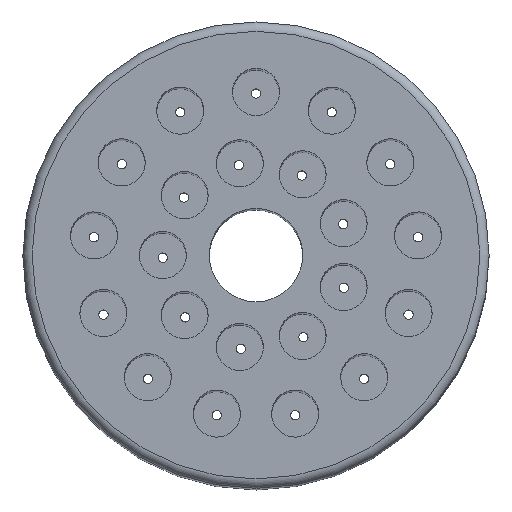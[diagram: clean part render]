
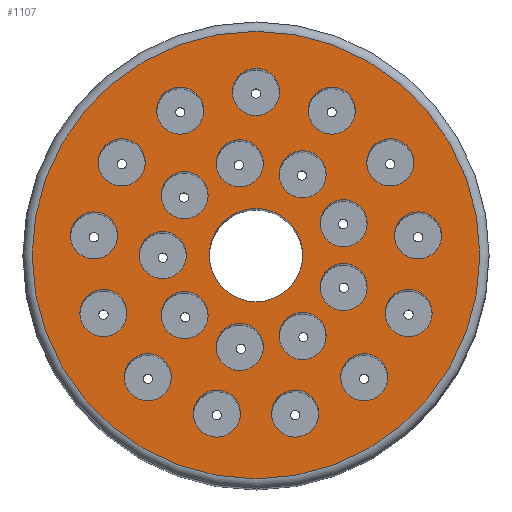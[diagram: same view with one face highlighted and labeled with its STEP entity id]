
A CAD part, top view. The second image highlights one B-rep face of the part: STEP entity #1107.
In plain terms, the highlighted planar face has unit normal (0, 0, 1).
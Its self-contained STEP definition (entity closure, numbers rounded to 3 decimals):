
#38=FACE_BOUND('',#260,.T.);
#39=FACE_BOUND('',#261,.T.);
#40=FACE_BOUND('',#262,.T.);
#41=FACE_BOUND('',#263,.T.);
#42=FACE_BOUND('',#264,.T.);
#43=FACE_BOUND('',#265,.T.);
#44=FACE_BOUND('',#266,.T.);
#45=FACE_BOUND('',#267,.T.);
#46=FACE_BOUND('',#268,.T.);
#47=FACE_BOUND('',#269,.T.);
#48=FACE_BOUND('',#270,.T.);
#49=FACE_BOUND('',#271,.T.);
#50=FACE_BOUND('',#272,.T.);
#51=FACE_BOUND('',#273,.T.);
#52=FACE_BOUND('',#274,.T.);
#53=FACE_BOUND('',#275,.T.);
#54=FACE_BOUND('',#276,.T.);
#55=FACE_BOUND('',#277,.T.);
#56=FACE_BOUND('',#278,.T.);
#57=FACE_BOUND('',#279,.T.);
#58=FACE_BOUND('',#280,.T.);
#59=FACE_BOUND('',#281,.T.);
#60=FACE_BOUND('',#282,.T.);
#84=PLANE('',#1226);
#162=FACE_OUTER_BOUND('',#259,.T.);
#259=EDGE_LOOP('',(#852));
#260=EDGE_LOOP('',(#853));
#261=EDGE_LOOP('',(#854));
#262=EDGE_LOOP('',(#855));
#263=EDGE_LOOP('',(#856));
#264=EDGE_LOOP('',(#857));
#265=EDGE_LOOP('',(#858));
#266=EDGE_LOOP('',(#859));
#267=EDGE_LOOP('',(#860));
#268=EDGE_LOOP('',(#861));
#269=EDGE_LOOP('',(#862));
#270=EDGE_LOOP('',(#863));
#271=EDGE_LOOP('',(#864));
#272=EDGE_LOOP('',(#865));
#273=EDGE_LOOP('',(#866));
#274=EDGE_LOOP('',(#867));
#275=EDGE_LOOP('',(#868));
#276=EDGE_LOOP('',(#869));
#277=EDGE_LOOP('',(#870));
#278=EDGE_LOOP('',(#871));
#279=EDGE_LOOP('',(#872));
#280=EDGE_LOOP('',(#873));
#281=EDGE_LOOP('',(#874));
#282=EDGE_LOOP('',(#875));
#497=CIRCLE('',#1224,48.);
#499=CIRCLE('',#1227,5.05);
#500=CIRCLE('',#1228,5.05);
#501=CIRCLE('',#1229,5.05);
#502=CIRCLE('',#1230,5.05);
#503=CIRCLE('',#1231,5.05);
#504=CIRCLE('',#1232,5.05);
#505=CIRCLE('',#1233,5.05);
#506=CIRCLE('',#1234,5.05);
#507=CIRCLE('',#1235,5.05);
#508=CIRCLE('',#1236,5.05);
#509=CIRCLE('',#1237,5.05);
#510=CIRCLE('',#1238,5.05);
#511=CIRCLE('',#1239,5.05);
#512=CIRCLE('',#1240,10.);
#513=CIRCLE('',#1241,5.05);
#514=CIRCLE('',#1242,5.05);
#515=CIRCLE('',#1243,5.05);
#516=CIRCLE('',#1244,5.05);
#517=CIRCLE('',#1245,5.05);
#518=CIRCLE('',#1246,5.05);
#519=CIRCLE('',#1247,5.05);
#520=CIRCLE('',#1248,5.05);
#521=CIRCLE('',#1249,5.05);
#594=VERTEX_POINT('',#1822);
#595=VERTEX_POINT('',#1826);
#596=VERTEX_POINT('',#1828);
#597=VERTEX_POINT('',#1830);
#598=VERTEX_POINT('',#1832);
#599=VERTEX_POINT('',#1834);
#600=VERTEX_POINT('',#1836);
#601=VERTEX_POINT('',#1838);
#602=VERTEX_POINT('',#1840);
#603=VERTEX_POINT('',#1842);
#604=VERTEX_POINT('',#1844);
#605=VERTEX_POINT('',#1846);
#606=VERTEX_POINT('',#1848);
#607=VERTEX_POINT('',#1850);
#608=VERTEX_POINT('',#1852);
#609=VERTEX_POINT('',#1854);
#610=VERTEX_POINT('',#1856);
#611=VERTEX_POINT('',#1858);
#612=VERTEX_POINT('',#1860);
#613=VERTEX_POINT('',#1862);
#614=VERTEX_POINT('',#1864);
#615=VERTEX_POINT('',#1866);
#616=VERTEX_POINT('',#1868);
#617=VERTEX_POINT('',#1870);
#694=EDGE_CURVE('',#594,#594,#497,.T.);
#696=EDGE_CURVE('',#595,#595,#499,.T.);
#697=EDGE_CURVE('',#596,#596,#500,.T.);
#698=EDGE_CURVE('',#597,#597,#501,.T.);
#699=EDGE_CURVE('',#598,#598,#502,.T.);
#700=EDGE_CURVE('',#599,#599,#503,.T.);
#701=EDGE_CURVE('',#600,#600,#504,.T.);
#702=EDGE_CURVE('',#601,#601,#505,.T.);
#703=EDGE_CURVE('',#602,#602,#506,.T.);
#704=EDGE_CURVE('',#603,#603,#507,.T.);
#705=EDGE_CURVE('',#604,#604,#508,.T.);
#706=EDGE_CURVE('',#605,#605,#509,.T.);
#707=EDGE_CURVE('',#606,#606,#510,.T.);
#708=EDGE_CURVE('',#607,#607,#511,.T.);
#709=EDGE_CURVE('',#608,#608,#512,.T.);
#710=EDGE_CURVE('',#609,#609,#513,.T.);
#711=EDGE_CURVE('',#610,#610,#514,.T.);
#712=EDGE_CURVE('',#611,#611,#515,.T.);
#713=EDGE_CURVE('',#612,#612,#516,.T.);
#714=EDGE_CURVE('',#613,#613,#517,.T.);
#715=EDGE_CURVE('',#614,#614,#518,.T.);
#716=EDGE_CURVE('',#615,#615,#519,.T.);
#717=EDGE_CURVE('',#616,#616,#520,.T.);
#718=EDGE_CURVE('',#617,#617,#521,.T.);
#852=ORIENTED_EDGE('',*,*,#694,.F.);
#853=ORIENTED_EDGE('',*,*,#696,.T.);
#854=ORIENTED_EDGE('',*,*,#697,.T.);
#855=ORIENTED_EDGE('',*,*,#698,.T.);
#856=ORIENTED_EDGE('',*,*,#699,.T.);
#857=ORIENTED_EDGE('',*,*,#700,.T.);
#858=ORIENTED_EDGE('',*,*,#701,.T.);
#859=ORIENTED_EDGE('',*,*,#702,.T.);
#860=ORIENTED_EDGE('',*,*,#703,.T.);
#861=ORIENTED_EDGE('',*,*,#704,.T.);
#862=ORIENTED_EDGE('',*,*,#705,.T.);
#863=ORIENTED_EDGE('',*,*,#706,.T.);
#864=ORIENTED_EDGE('',*,*,#707,.T.);
#865=ORIENTED_EDGE('',*,*,#708,.T.);
#866=ORIENTED_EDGE('',*,*,#709,.T.);
#867=ORIENTED_EDGE('',*,*,#710,.T.);
#868=ORIENTED_EDGE('',*,*,#711,.T.);
#869=ORIENTED_EDGE('',*,*,#712,.T.);
#870=ORIENTED_EDGE('',*,*,#713,.T.);
#871=ORIENTED_EDGE('',*,*,#714,.T.);
#872=ORIENTED_EDGE('',*,*,#715,.T.);
#873=ORIENTED_EDGE('',*,*,#716,.T.);
#874=ORIENTED_EDGE('',*,*,#717,.T.);
#875=ORIENTED_EDGE('',*,*,#718,.T.);
#1107=ADVANCED_FACE('',(#162,#38,#39,#40,#41,#42,#43,#44,#45,#46,#47,#48,
#49,#50,#51,#52,#53,#54,#55,#56,#57,#58,#59,#60),#84,.T.);
#1224=AXIS2_PLACEMENT_3D('',#1823,#1436,#1437);
#1226=AXIS2_PLACEMENT_3D('',#1825,#1440,#1441);
#1227=AXIS2_PLACEMENT_3D('',#1827,#1442,#1443);
#1228=AXIS2_PLACEMENT_3D('',#1829,#1444,#1445);
#1229=AXIS2_PLACEMENT_3D('',#1831,#1446,#1447);
#1230=AXIS2_PLACEMENT_3D('',#1833,#1448,#1449);
#1231=AXIS2_PLACEMENT_3D('',#1835,#1450,#1451);
#1232=AXIS2_PLACEMENT_3D('',#1837,#1452,#1453);
#1233=AXIS2_PLACEMENT_3D('',#1839,#1454,#1455);
#1234=AXIS2_PLACEMENT_3D('',#1841,#1456,#1457);
#1235=AXIS2_PLACEMENT_3D('',#1843,#1458,#1459);
#1236=AXIS2_PLACEMENT_3D('',#1845,#1460,#1461);
#1237=AXIS2_PLACEMENT_3D('',#1847,#1462,#1463);
#1238=AXIS2_PLACEMENT_3D('',#1849,#1464,#1465);
#1239=AXIS2_PLACEMENT_3D('',#1851,#1466,#1467);
#1240=AXIS2_PLACEMENT_3D('',#1853,#1468,#1469);
#1241=AXIS2_PLACEMENT_3D('',#1855,#1470,#1471);
#1242=AXIS2_PLACEMENT_3D('',#1857,#1472,#1473);
#1243=AXIS2_PLACEMENT_3D('',#1859,#1474,#1475);
#1244=AXIS2_PLACEMENT_3D('',#1861,#1476,#1477);
#1245=AXIS2_PLACEMENT_3D('',#1863,#1478,#1479);
#1246=AXIS2_PLACEMENT_3D('',#1865,#1480,#1481);
#1247=AXIS2_PLACEMENT_3D('',#1867,#1482,#1483);
#1248=AXIS2_PLACEMENT_3D('',#1869,#1484,#1485);
#1249=AXIS2_PLACEMENT_3D('',#1871,#1486,#1487);
#1436=DIRECTION('center_axis',(0.,0.,-1.));
#1437=DIRECTION('ref_axis',(1.,0.,0.));
#1440=DIRECTION('center_axis',(0.,0.,1.));
#1441=DIRECTION('ref_axis',(1.,0.,0.));
#1442=DIRECTION('center_axis',(0.,0.,-1.));
#1443=DIRECTION('ref_axis',(0.971,0.239,0.));
#1444=DIRECTION('center_axis',(0.,0.,-1.));
#1445=DIRECTION('ref_axis',(0.749,-0.663,0.));
#1446=DIRECTION('center_axis',(0.,0.,-1.));
#1447=DIRECTION('ref_axis',(-0.885,-0.465,0.));
#1448=DIRECTION('center_axis',(0.,0.,-1.));
#1449=DIRECTION('ref_axis',(-0.121,0.993,0.));
#1450=DIRECTION('center_axis',(0.,0.,-1.));
#1451=DIRECTION('ref_axis',(-1.,0.,0.));
#1452=DIRECTION('center_axis',(0.,0.,-1.));
#1453=DIRECTION('ref_axis',(0.355,-0.935,0.));
#1454=DIRECTION('center_axis',(0.,0.,-1.));
#1455=DIRECTION('ref_axis',(0.355,0.935,0.));
#1456=DIRECTION('center_axis',(0.,0.,-1.));
#1457=DIRECTION('ref_axis',(0.971,-0.239,0.));
#1458=DIRECTION('center_axis',(0.,0.,-1.));
#1459=DIRECTION('ref_axis',(-0.568,-0.823,0.));
#1460=DIRECTION('center_axis',(0.,0.,-1.));
#1461=DIRECTION('ref_axis',(-0.568,0.823,0.));
#1462=DIRECTION('center_axis',(0.,0.,-1.));
#1463=DIRECTION('ref_axis',(-0.885,0.465,0.));
#1464=DIRECTION('center_axis',(0.,0.,-1.));
#1465=DIRECTION('ref_axis',(-0.121,-0.993,0.));
#1466=DIRECTION('center_axis',(0.,0.,-1.));
#1467=DIRECTION('ref_axis',(0.749,0.663,0.));
#1468=DIRECTION('center_axis',(0.,0.,-1.));
#1469=DIRECTION('ref_axis',(-1.,0.,0.));
#1470=DIRECTION('center_axis',(0.,0.,-1.));
#1471=DIRECTION('ref_axis',(-1.,0.,0.));
#1472=DIRECTION('center_axis',(0.,0.,-1.));
#1473=DIRECTION('ref_axis',(-1.,0.,0.));
#1474=DIRECTION('center_axis',(0.,0.,-1.));
#1475=DIRECTION('ref_axis',(-0.766,-0.643,0.));
#1476=DIRECTION('center_axis',(0.,0.,-1.));
#1477=DIRECTION('ref_axis',(-1.,0.,0.));
#1478=DIRECTION('center_axis',(0.,0.,-1.));
#1479=DIRECTION('ref_axis',(-1.,0.,0.));
#1480=DIRECTION('center_axis',(0.,0.,-1.));
#1481=DIRECTION('ref_axis',(-1.,0.,0.));
#1482=DIRECTION('center_axis',(0.,0.,-1.));
#1483=DIRECTION('ref_axis',(-0.174,-0.985,0.));
#1484=DIRECTION('center_axis',(0.,0.,-1.));
#1485=DIRECTION('ref_axis',(-1.,0.,0.));
#1486=DIRECTION('center_axis',(0.,0.,-1.));
#1487=DIRECTION('ref_axis',(-1.,0.,0.));
#1822=CARTESIAN_POINT('',(-48.,0.,220.));
#1823=CARTESIAN_POINT('Origin',(0.,0.,220.));
#1825=CARTESIAN_POINT('Origin',(0.,0.,220.));
#1826=CARTESIAN_POINT('',(3.473,-35.192,220.));
#1827=CARTESIAN_POINT('Origin',(8.376,-33.983,220.));
#1828=CARTESIAN_POINT('',(-26.989,-22.849,220.));
#1829=CARTESIAN_POINT('Origin',(-23.209,-26.198,220.));
#1830=CARTESIAN_POINT('',(-11.794,33.338,220.));
#1831=CARTESIAN_POINT('Origin',(-16.265,30.991,220.));
#1832=CARTESIAN_POINT('',(35.354,-0.794,220.));
#1833=CARTESIAN_POINT('Origin',(34.745,4.219,220.));
#1834=CARTESIAN_POINT('',(5.05,35.,220.));
#1835=CARTESIAN_POINT('Origin',(0.,35.,220.));
#1836=CARTESIAN_POINT('',(-34.516,-7.689,220.));
#1837=CARTESIAN_POINT('Origin',(-32.726,-12.411,220.));
#1838=CARTESIAN_POINT('',(30.935,-17.133,220.));
#1839=CARTESIAN_POINT('Origin',(32.726,-12.411,220.));
#1840=CARTESIAN_POINT('',(-13.279,-32.774,220.));
#1841=CARTESIAN_POINT('Origin',(-8.376,-33.983,220.));
#1842=CARTESIAN_POINT('',(-25.936,24.038,220.));
#1843=CARTESIAN_POINT('Origin',(-28.804,19.882,220.));
#1844=CARTESIAN_POINT('',(31.673,15.726,220.));
#1845=CARTESIAN_POINT('Origin',(28.804,19.882,220.));
#1846=CARTESIAN_POINT('',(20.737,28.644,220.));
#1847=CARTESIAN_POINT('Origin',(16.265,30.991,220.));
#1848=CARTESIAN_POINT('',(-34.136,9.232,220.));
#1849=CARTESIAN_POINT('Origin',(-34.745,4.219,220.));
#1850=CARTESIAN_POINT('',(19.429,-29.547,220.));
#1851=CARTESIAN_POINT('Origin',(23.209,-26.198,220.));
#1852=CARTESIAN_POINT('',(10.,0.,220.));
#1853=CARTESIAN_POINT('Origin',(0.,0.,220.));
#1854=CARTESIAN_POINT('',(15.05,-17.321,220.));
#1855=CARTESIAN_POINT('Origin',(10.,-17.321,220.));
#1856=CARTESIAN_POINT('',(1.577,19.696,220.));
#1857=CARTESIAN_POINT('Origin',(-3.473,19.696,220.));
#1858=CARTESIAN_POINT('',(-11.452,-9.61,220.));
#1859=CARTESIAN_POINT('Origin',(-15.321,-12.856,220.));
#1860=CARTESIAN_POINT('',(-10.271,12.856,220.));
#1861=CARTESIAN_POINT('Origin',(-15.321,12.856,220.));
#1862=CARTESIAN_POINT('',(23.844,-6.84,220.));
#1863=CARTESIAN_POINT('Origin',(18.794,-6.84,220.));
#1864=CARTESIAN_POINT('',(15.05,17.321,220.));
#1865=CARTESIAN_POINT('Origin',(10.,17.321,220.));
#1866=CARTESIAN_POINT('',(-2.596,-14.723,220.));
#1867=CARTESIAN_POINT('Origin',(-3.473,-19.696,220.));
#1868=CARTESIAN_POINT('',(-14.95,0.,220.));
#1869=CARTESIAN_POINT('Origin',(-20.,0.,220.));
#1870=CARTESIAN_POINT('',(23.844,6.84,220.));
#1871=CARTESIAN_POINT('Origin',(18.794,6.84,220.));
